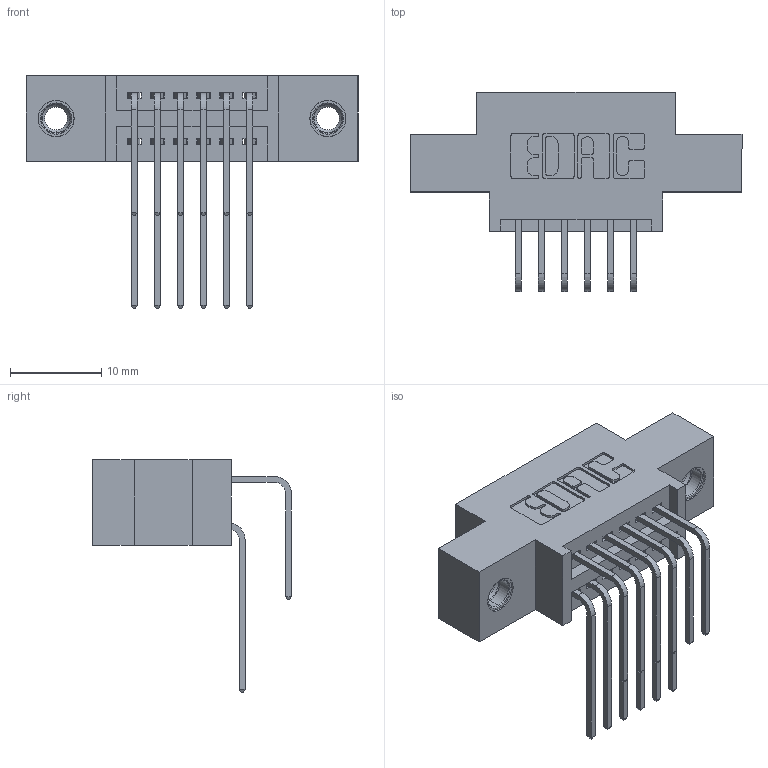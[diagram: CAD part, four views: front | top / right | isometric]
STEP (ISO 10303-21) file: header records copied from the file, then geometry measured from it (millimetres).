
FILE_DESCRIPTION (( 'STEP AP203' ), '1' );
FILE_NAME ('345-012-558-807.STEP', '2019-10-26T16:59:53', ( '' ), ( '' ), 'SwSTEP 2.0', 'SolidWorks 2016', '' );
FILE_SCHEMA (( 'CONFIG_CONTROL_DESIGN' ));
Length unit declared in the file: inch
Products named in the file (5): 345-250-001_345-250-005-103; 345-292-001_558 Tail - 2; 345-292-001_558 559 Tail - 1; 345 Part_0.170 Offset - 0.156 Dia-TI; 345-012-558-807
Assembly tree (15 placements, depth 2):
  345-012-558-807
    345 Part_0.170 Offset - 0.156 Dia-TI
    345-292-001_558 559 Tail - 1  x6
    345-292-001_558 Tail - 2  x6
    345-250-001_345-250-005-103  x2
Bounding box: 36.45 x 21.83 x 25.53 mm (x, y, z)
Volume: 3148.9 mm3; surface area: 4454.2 mm2
Topology: 15 solids, 15 shells, 814 faces, 2349 edges, 1542 vertices
Faces by surface type: plane 536, cylinder 262, cone 12, torus 4
Entity records: 12524 total; most frequent: CARTESIAN_POINT 2162, ORIENTED_EDGE 2038, DIRECTION 1949, EDGE_CURVE 1019, VECTOR 803, LINE 803, VERTEX_POINT 672, AXIS2_PLACEMENT_3D 573
